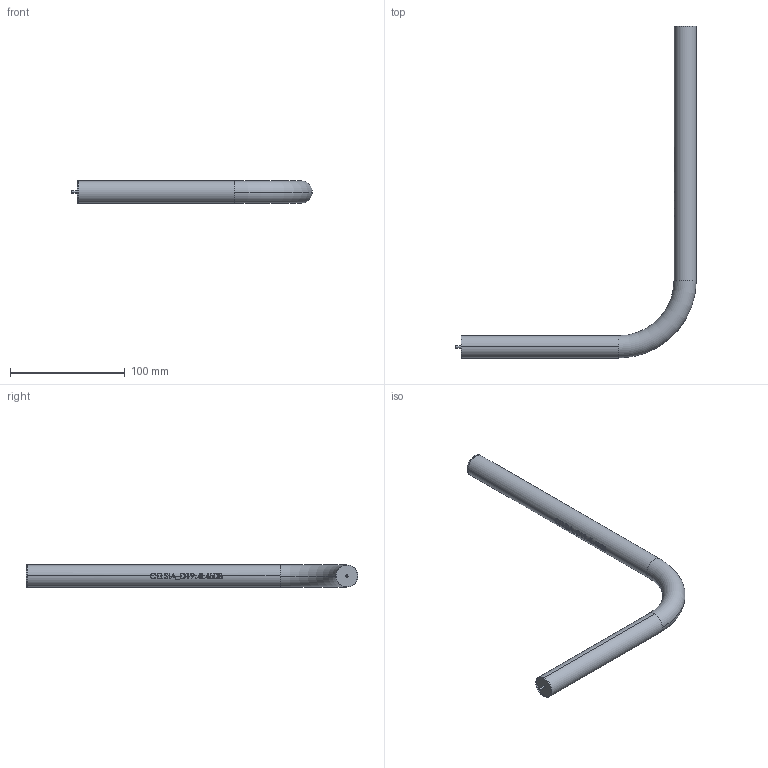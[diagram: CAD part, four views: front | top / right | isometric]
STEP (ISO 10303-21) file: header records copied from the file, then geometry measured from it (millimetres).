
FILE_DESCRIPTION (( 'STEP AP214' ), '1' );
FILE_NAME ('CELSIA_D19.4L450B.STEP', '2025-11-14T10:41:17', ( '' ), ( '' ), 'SwSTEP 2.0', 'SolidWorks 2023', '' );
FILE_SCHEMA (( 'AUTOMOTIVE_DESIGN' ));
Length unit declared in the file: millimetre
Products named in the file (1): CELSIA_D19.4L450B
Bounding box: 209.87 x 289.51 x 19.4 mm (x, y, z)
Volume: 132484.8 mm3; surface area: 28204 mm2
Topology: 1 solids, 1 shells, 216 faces, 599 edges, 398 vertices
Faces by surface type: bspline 90, plane 88, cylinder 36, torus 2
Entity records: 21489 total; most frequent: CARTESIAN_POINT 16699, ORIENTED_EDGE 1198, DIRECTION 656, EDGE_CURVE 599, VERTEX_POINT 398, B_SPLINE_CURVE_WITH_KNOTS 303, AXIS2_PLACEMENT_3D 233, EDGE_LOOP 229
